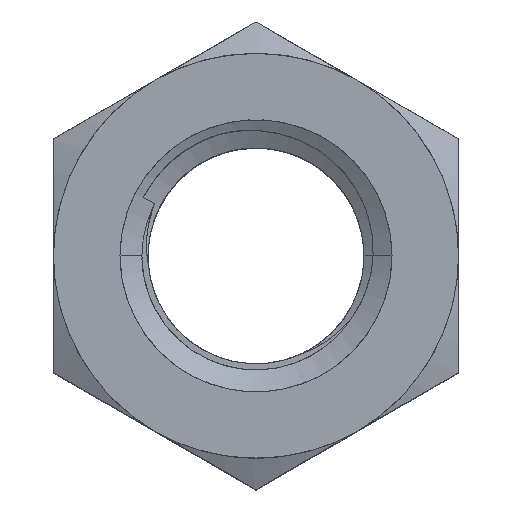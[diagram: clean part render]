
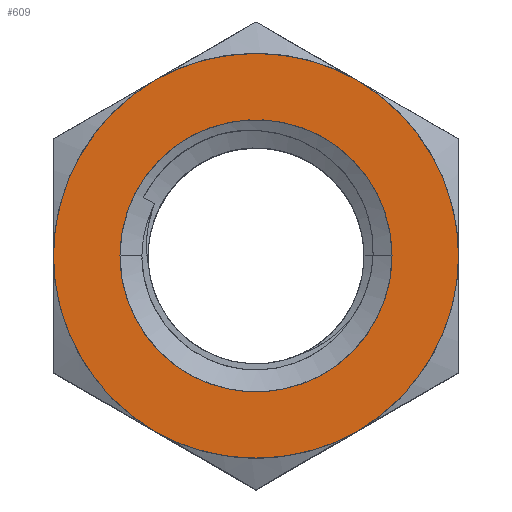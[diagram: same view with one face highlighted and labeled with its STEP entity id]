
A CAD part, top view. The second image highlights one B-rep face of the part: STEP entity #609.
In plain terms, the highlighted free-form (B-spline) face has degree [1, 1] with [2, 2] control points.
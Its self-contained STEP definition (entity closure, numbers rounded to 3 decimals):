
#609 = ADVANCED_FACE('',(#610,#660),#682,.T.);
#610 = FACE_BOUND('',#611,.T.);
#611 = EDGE_LOOP('',(#612,#622,#630,#638,#646,#654));
#612 = ORIENTED_EDGE('',*,*,#613,.T.);
#613 = EDGE_CURVE('',#614,#616,#618,.T.);
#614 = VERTEX_POINT('',#615);
#615 = CARTESIAN_POINT('',(4.546,7.875,4.772)
  );
#616 = VERTEX_POINT('',#617);
#617 = CARTESIAN_POINT('',(-4.546,7.875,4.772
    ));
#618 = ( BOUNDED_CURVE() B_SPLINE_CURVE(2,(#619,#620,#621),
.UNSPECIFIED.,.F.,.F.) B_SPLINE_CURVE_WITH_KNOTS((3,3),(1.047,
2.094),.PIECEWISE_BEZIER_KNOTS.) CURVE() 
GEOMETRIC_REPRESENTATION_ITEM() RATIONAL_B_SPLINE_CURVE((1.,
0.866,1.)) REPRESENTATION_ITEM('') );
#619 = CARTESIAN_POINT('',(4.546,7.875,4.772)
  );
#620 = CARTESIAN_POINT('',(0.,10.499,
    4.772));
#621 = CARTESIAN_POINT('',(-4.546,7.875,4.772
    ));
#622 = ORIENTED_EDGE('',*,*,#623,.T.);
#623 = EDGE_CURVE('',#616,#624,#626,.T.);
#624 = VERTEX_POINT('',#625);
#625 = CARTESIAN_POINT('',(-9.093,0.,
    4.772));
#626 = ( BOUNDED_CURVE() B_SPLINE_CURVE(2,(#627,#628,#629),
.UNSPECIFIED.,.F.,.F.) B_SPLINE_CURVE_WITH_KNOTS((3,3),(2.094,
3.142),.PIECEWISE_BEZIER_KNOTS.) CURVE() 
GEOMETRIC_REPRESENTATION_ITEM() RATIONAL_B_SPLINE_CURVE((1.,
0.866,1.)) REPRESENTATION_ITEM('') );
#627 = CARTESIAN_POINT('',(-4.546,7.875,4.772
    ));
#628 = CARTESIAN_POINT('',(-9.093,5.25,4.772
    ));
#629 = CARTESIAN_POINT('',(-9.093,0.,
    4.772));
#630 = ORIENTED_EDGE('',*,*,#631,.T.);
#631 = EDGE_CURVE('',#624,#632,#634,.T.);
#632 = VERTEX_POINT('',#633);
#633 = CARTESIAN_POINT('',(-4.546,-7.875,
    4.772));
#634 = ( BOUNDED_CURVE() B_SPLINE_CURVE(2,(#635,#636,#637),
.UNSPECIFIED.,.F.,.F.) B_SPLINE_CURVE_WITH_KNOTS((3,3),(3.142,
4.189),.PIECEWISE_BEZIER_KNOTS.) CURVE() 
GEOMETRIC_REPRESENTATION_ITEM() RATIONAL_B_SPLINE_CURVE((1.,
0.866,1.)) REPRESENTATION_ITEM('') );
#635 = CARTESIAN_POINT('',(-9.093,0.,
    4.772));
#636 = CARTESIAN_POINT('',(-9.093,-5.25,4.772
    ));
#637 = CARTESIAN_POINT('',(-4.546,-7.875,
    4.772));
#638 = ORIENTED_EDGE('',*,*,#639,.T.);
#639 = EDGE_CURVE('',#632,#640,#642,.T.);
#640 = VERTEX_POINT('',#641);
#641 = CARTESIAN_POINT('',(4.546,-7.875,4.772
    ));
#642 = ( BOUNDED_CURVE() B_SPLINE_CURVE(2,(#643,#644,#645),
.UNSPECIFIED.,.F.,.F.) B_SPLINE_CURVE_WITH_KNOTS((3,3),(4.189,
5.236),.PIECEWISE_BEZIER_KNOTS.) CURVE() 
GEOMETRIC_REPRESENTATION_ITEM() RATIONAL_B_SPLINE_CURVE((1.,
0.866,1.)) REPRESENTATION_ITEM('') );
#643 = CARTESIAN_POINT('',(-4.546,-7.875,4.772
    ));
#644 = CARTESIAN_POINT('',(0.,-10.499,
    4.772));
#645 = CARTESIAN_POINT('',(4.546,-7.875,4.772
    ));
#646 = ORIENTED_EDGE('',*,*,#647,.T.);
#647 = EDGE_CURVE('',#640,#648,#650,.T.);
#648 = VERTEX_POINT('',#649);
#649 = CARTESIAN_POINT('',(9.093,0.,
    4.772));
#650 = ( BOUNDED_CURVE() B_SPLINE_CURVE(2,(#651,#652,#653),
.UNSPECIFIED.,.F.,.F.) B_SPLINE_CURVE_WITH_KNOTS((3,3),(5.236,
6.283),.PIECEWISE_BEZIER_KNOTS.) CURVE() 
GEOMETRIC_REPRESENTATION_ITEM() RATIONAL_B_SPLINE_CURVE((1.,
0.866,1.)) REPRESENTATION_ITEM('') );
#651 = CARTESIAN_POINT('',(4.546,-7.875,4.772
    ));
#652 = CARTESIAN_POINT('',(9.093,-5.25,4.772
    ));
#653 = CARTESIAN_POINT('',(9.093,0.,
    4.772));
#654 = ORIENTED_EDGE('',*,*,#655,.T.);
#655 = EDGE_CURVE('',#648,#614,#656,.T.);
#656 = ( BOUNDED_CURVE() B_SPLINE_CURVE(2,(#657,#658,#659),
.UNSPECIFIED.,.F.,.F.) B_SPLINE_CURVE_WITH_KNOTS((3,3),(0.,
1.047),.PIECEWISE_BEZIER_KNOTS.) CURVE() 
GEOMETRIC_REPRESENTATION_ITEM() RATIONAL_B_SPLINE_CURVE((1.,
0.866,1.)) REPRESENTATION_ITEM('') );
#657 = CARTESIAN_POINT('',(9.093,0.,
    4.772));
#658 = CARTESIAN_POINT('',(9.093,5.25,4.772)
  );
#659 = CARTESIAN_POINT('',(4.546,7.875,4.772)
  );
#660 = FACE_BOUND('',#661,.T.);
#661 = EDGE_LOOP('',(#662,#674));
#662 = ORIENTED_EDGE('',*,*,#663,.T.);
#663 = EDGE_CURVE('',#664,#666,#668,.T.);
#664 = VERTEX_POINT('',#665);
#665 = CARTESIAN_POINT('',(-6.108,0.,
    4.772));
#666 = VERTEX_POINT('',#667);
#667 = CARTESIAN_POINT('',(6.108,0.,
    4.772));
#668 = ( BOUNDED_CURVE() B_SPLINE_CURVE(2,(#669,#670,#671,#672,#673),
.UNSPECIFIED.,.F.,.F.) B_SPLINE_CURVE_WITH_KNOTS((3,2,3),(3.142,
4.712,6.283),.PIECEWISE_BEZIER_KNOTS.) CURVE() 
GEOMETRIC_REPRESENTATION_ITEM() RATIONAL_B_SPLINE_CURVE((1.,
0.707,1.,0.707,1.)) REPRESENTATION_ITEM('') );
#669 = CARTESIAN_POINT('',(-6.108,0.,
    4.772));
#670 = CARTESIAN_POINT('',(-6.108,6.108,4.772
    ));
#671 = CARTESIAN_POINT('',(0.,6.108,
    4.772));
#672 = CARTESIAN_POINT('',(6.108,6.108,4.772)
  );
#673 = CARTESIAN_POINT('',(6.108,0.,
    4.772));
#674 = ORIENTED_EDGE('',*,*,#675,.T.);
#675 = EDGE_CURVE('',#666,#664,#676,.T.);
#676 = ( BOUNDED_CURVE() B_SPLINE_CURVE(2,(#677,#678,#679,#680,#681),
.UNSPECIFIED.,.F.,.F.) B_SPLINE_CURVE_WITH_KNOTS((3,2,3),(0.,
1.571,3.142),.PIECEWISE_BEZIER_KNOTS.) CURVE() 
GEOMETRIC_REPRESENTATION_ITEM() RATIONAL_B_SPLINE_CURVE((1.,
0.707,1.,0.707,1.)) REPRESENTATION_ITEM('') );
#677 = CARTESIAN_POINT('',(6.108,0.,
    4.772));
#678 = CARTESIAN_POINT('',(6.108,-6.108,4.772
    ));
#679 = CARTESIAN_POINT('',(0.,-6.108,
    4.772));
#680 = CARTESIAN_POINT('',(-6.108,-6.108,
    4.772));
#681 = CARTESIAN_POINT('',(-6.108,0.,
    4.772));
#682 = B_SPLINE_SURFACE_WITH_KNOTS('',1,1,(
    (#683,#684)
    ,(#685,#686
    )),.UNSPECIFIED.,.F.,.F.,.F.,(2,2),(2,2),(-8.002,
    8.002),(-8.002,8.002),
  .PIECEWISE_BEZIER_KNOTS.);
#683 = CARTESIAN_POINT('',(-9.093,-9.093,
    4.772));
#684 = CARTESIAN_POINT('',(-9.093,9.093,4.772
    ));
#685 = CARTESIAN_POINT('',(9.093,-9.093,4.772
    ));
#686 = CARTESIAN_POINT('',(9.093,9.093,4.772)
  );
